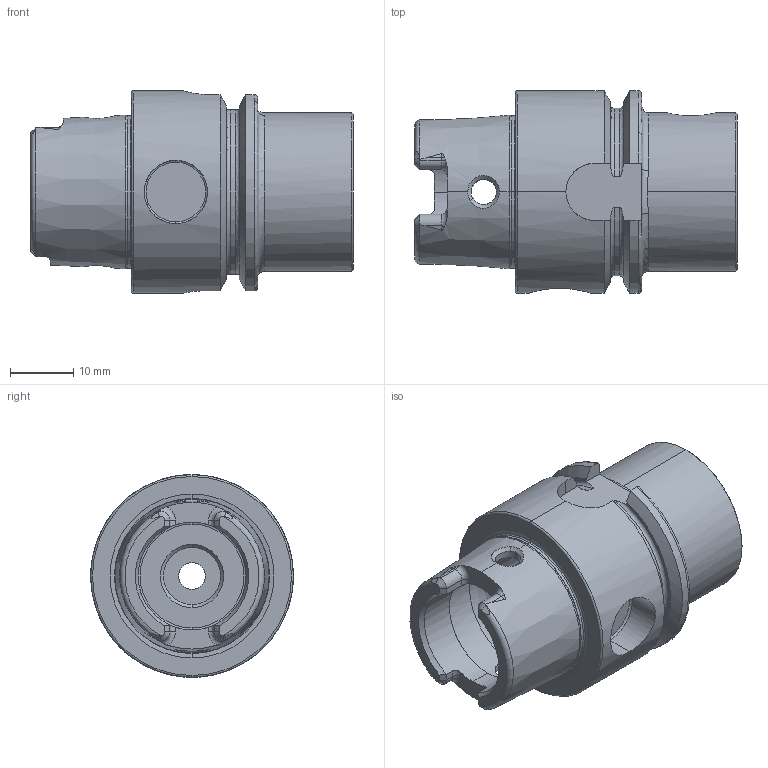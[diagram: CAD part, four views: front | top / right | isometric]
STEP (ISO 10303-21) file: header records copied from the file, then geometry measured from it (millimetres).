
FILE_DESCRIPTION (( 'STEP AP203' ), '1' );
FILE_NAME ('102.032.251.STEP', '2018-03-09T10:02:51', ( 'SWIAdmin' ), ( 'Hewlett-Packard Company' ), 'SwSTEP 2.0', 'SolidWorks 2017', '' );
FILE_SCHEMA (( 'CONFIG_CONTROL_DESIGN' ));
Length unit declared in the file: millimetre
Products named in the file (1): 102.032.251
Bounding box: 50.9 x 32 x 32 mm (x, y, z)
Volume: 19007.1 mm3; surface area: 8601.3 mm2
Topology: 1 solids, 1 shells, 196 faces, 509 edges, 317 vertices
Faces by surface type: cylinder 64, plane 57, cone 36, torus 34, bspline 5
Entity records: 7345 total; most frequent: CARTESIAN_POINT 2601, ORIENTED_EDGE 1018, DIRECTION 950, EDGE_CURVE 509, AXIS2_PLACEMENT_3D 389, VERTEX_POINT 317, EDGE_LOOP 206, CIRCLE 197
